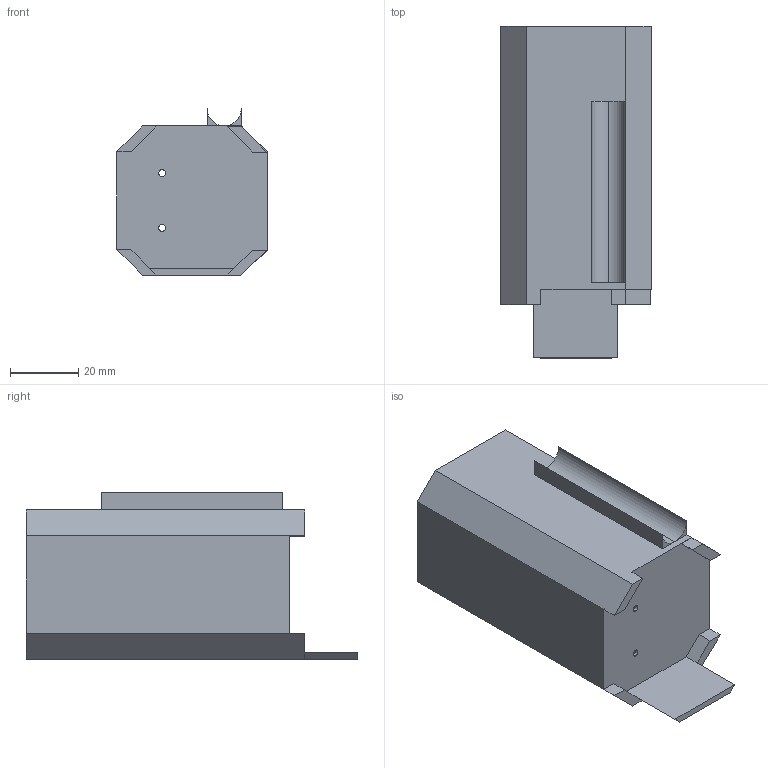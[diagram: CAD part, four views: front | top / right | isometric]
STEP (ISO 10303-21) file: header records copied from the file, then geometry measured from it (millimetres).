
FILE_DESCRIPTION (( 'STEP AP214' ), '1' );
FILE_NAME ('Ðàìà êîìïîíåíòîâ.STEP', '2020-01-29T14:07:29', ( '' ), ( '' ), 'SwSTEP 2.0', 'SolidWorks 2014', '' );
FILE_SCHEMA (( 'AUTOMOTIVE_DESIGN' ));
Length unit declared in the file: millimetre
Products named in the file (1): Ðàìà êîìïîíåíòîâ
Bounding box: 43.97 x 97 x 48.61 mm (x, y, z)
Volume: 57036.9 mm3; surface area: 29239 mm2
Topology: 3 solids, 3 shells, 54 faces, 129 edges, 85 vertices
Faces by surface type: plane 44, cylinder 10
Entity records: 1609 total; most frequent: CARTESIAN_POINT 269, DIRECTION 259, ORIENTED_EDGE 258, EDGE_CURVE 129, VECTOR 109, LINE 109, VERTEX_POINT 85, AXIS2_PLACEMENT_3D 75
